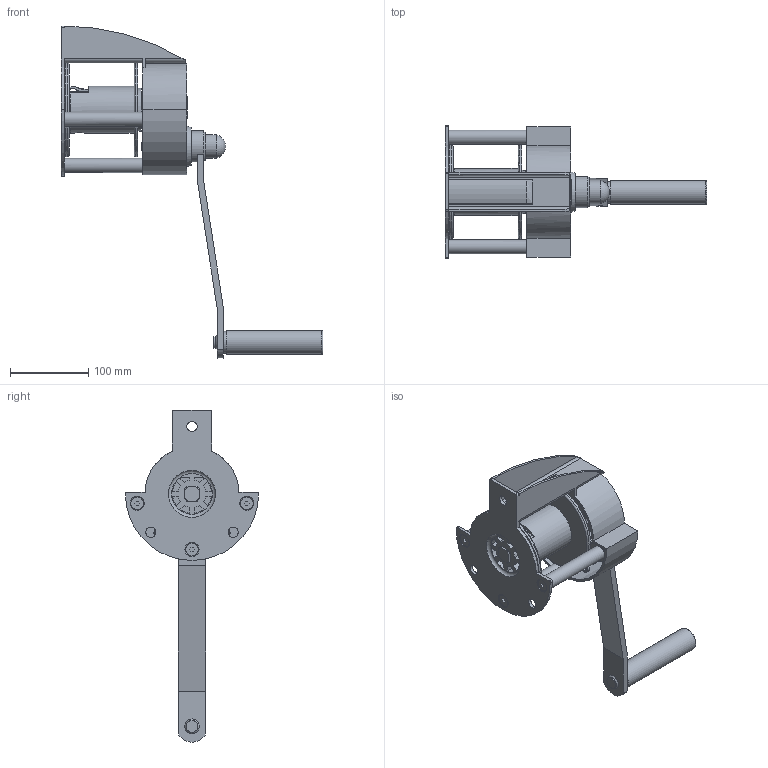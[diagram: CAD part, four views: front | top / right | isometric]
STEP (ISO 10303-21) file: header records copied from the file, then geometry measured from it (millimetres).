
FILE_DESCRIPTION(('STEP AP214'),'1');
FILE_NAME('PMH Vinsch Tango WV300-WV500.stp','2013-06-28T11:40:58',(' '),(' '),'Spatial InterOp 3D',' ',' ');
FILE_SCHEMA(('automotive_design'));
Length unit declared in the file: millimetre
Products named in the file (3): PMH Vinsch Tango WV300-WV500; 1; 2
Assembly tree (2 placements, depth 2):
  PMH Vinsch Tango WV300-WV500
    1
    2
Bounding box: 333.9 x 170 x 423.68 mm (x, y, z)
Volume: 187104.2 mm3; surface area: 252921.6 mm2
Topology: 1 solids, 2 shells, 390 faces, 963 edges, 632 vertices
Faces by surface type: plane 226, cylinder 109, cone 36, torus 9, bspline 9, sphere 1
Full cylindrical faces by diameter (mm): 2.66 x2, 2.8 x1, 4.4 x1, 6 x2, 8 x2, 12 x4, 12.5 x2, 13 x3, 15 x1, 16 x7, 17 x2, 18 x3, 20 x3, 28 x1, 30 x2, 36 x1, 40 x3, 40.2 x1, 55 x1, 60 x1, 120 x2
Entity records: 17298 total; most frequent: CARTESIAN_POINT 5110, DIRECTION 1858, ORIENTED_EDGE 1746, EDGE_CURVE 873, AXIS2_PLACEMENT_3D 665, VERTEX_POINT 612, EDGE_LOOP 535, LINE 528
